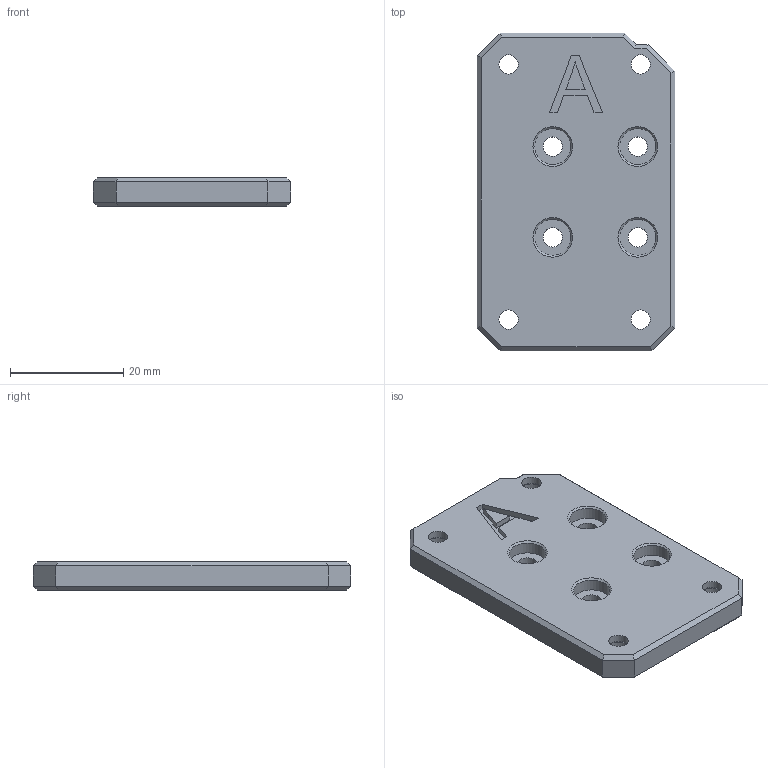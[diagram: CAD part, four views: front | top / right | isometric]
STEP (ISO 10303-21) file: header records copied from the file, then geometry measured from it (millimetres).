
FILE_DESCRIPTION(('HOOPS Exchange Step'),'2;1');
FILE_NAME('temp_export','2024-03-18T21:16:26+19:00',('DentedAF'),('Shapr3D Limited'),'HOOPS Exchange 2023.2','Shapr3D','Authorized');
FILE_SCHEMA( ('AUTOMOTIVE_DESIGN { 1 0 10303 214 1 1 1 1 }') );
Length unit declared in the file: millimetre
Products named in the file (1): root
Bounding box: 34.8 x 56 x 5 mm (x, y, z)
Volume: 8677.6 mm3; surface area: 4958.2 mm2
Topology: 1 solids, 1 shells, 79 faces, 181 edges, 114 vertices
Faces by surface type: plane 53, cylinder 16, cone 8, bspline 2
Full cylindrical faces by diameter (mm): 3.4 x8, 4.7 x4, 6.4 x4
Entity records: 2271 total; most frequent: CARTESIAN_POINT 401, DIRECTION 381, ORIENTED_EDGE 362, EDGE_CURVE 181, VECTOR 129, LINE 129, AXIS2_PLACEMENT_3D 126, VERTEX_POINT 114
